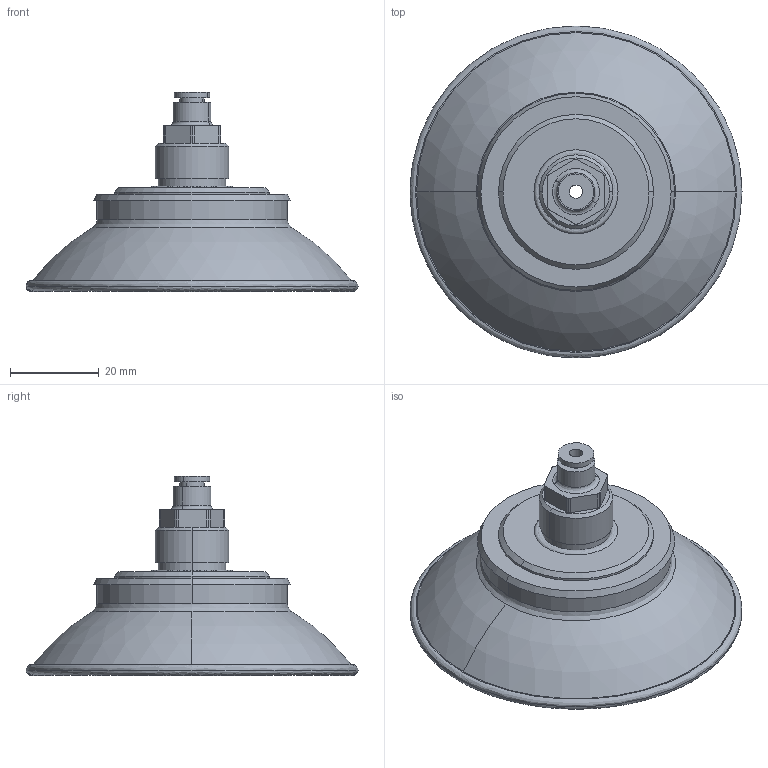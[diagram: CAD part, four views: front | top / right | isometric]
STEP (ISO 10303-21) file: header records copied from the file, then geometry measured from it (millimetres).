
FILE_DESCRIPTION((''),'2;1');
FILE_NAME('SuctionCup.stp','2007-01-12T19:57:23',('uidk0133'),(''),'Autodesk Inventor (R) 6.0','Autodesk Inventor (R) 6.0','');
FILE_SCHEMA(('AUTOMOTIVE_DESIGN { 1 0 10303 214 1 1 1 1 }'));
Length unit declared in the file: millimetre
Products named in the file (3): SuctionCup; SuctionCupFitting
Assembly tree (2 placements, depth 2):
  SuctionCup
    SuctionCup
    SuctionCupFitting
Bounding box: 75 x 75 x 45 mm (x, y, z)
Volume: 35071.4 mm3; surface area: 14248.7 mm2
Topology: 2 solids, 2 shells, 99 faces, 222 edges, 137 vertices
Faces by surface type: cylinder 34, plane 32, cone 18, bspline 13, sphere 2
Entity records: 3638 total; most frequent: CARTESIAN_POINT 1305, DIRECTION 518, ORIENTED_EDGE 444, EDGE_CURVE 222, AXIS2_PLACEMENT_3D 214, VERTEX_POINT 137, CIRCLE 123, EDGE_LOOP 113
